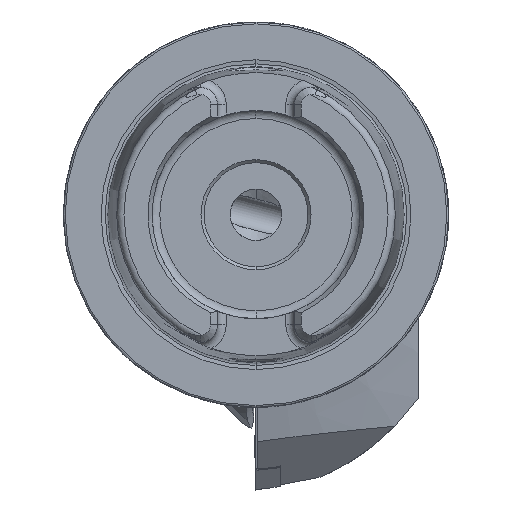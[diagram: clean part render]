
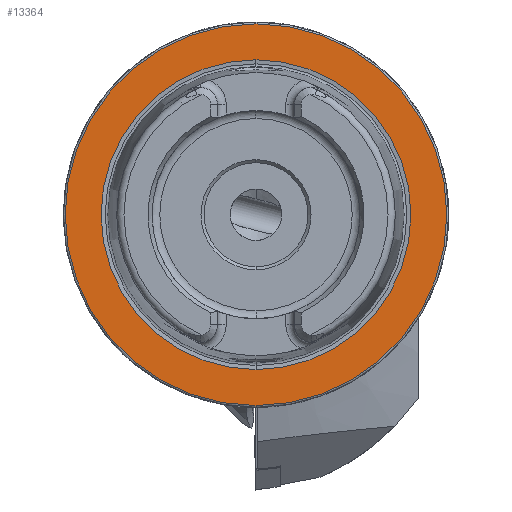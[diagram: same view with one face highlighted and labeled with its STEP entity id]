
A CAD part, left-side view. The second image highlights one B-rep face of the part: STEP entity #13364.
In plain terms, the highlighted planar face has unit normal (-1, 0, 0).
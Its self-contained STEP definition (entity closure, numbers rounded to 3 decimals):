
#99 = EDGE_LOOP ( 'NONE', ( #19520, #16615 ) ) ;
#485 = DIRECTION ( 'NONE',  ( 0., 0., -1. ) ) ;
#935 = ORIENTED_EDGE ( 'NONE', *, *, #12758, .T. ) ;
#2722 = DIRECTION ( 'NONE',  ( -1., 0., 0. ) ) ;
#3021 = CARTESIAN_POINT ( 'NONE',  ( 0., 0., 0. ) ) ;
#3088 = VERTEX_POINT ( 'NONE', #14427 ) ;
#3773 = EDGE_CURVE ( 'NONE', #7645, #3088, #12045, .T. ) ;
#4170 = AXIS2_PLACEMENT_3D ( 'NONE', #18274, #7914, #13004 ) ;
#7645 = VERTEX_POINT ( 'NONE', #12982 ) ;
#7914 = DIRECTION ( 'NONE',  ( -1., 0., 0. ) ) ;
#9722 = DIRECTION ( 'NONE',  ( 0., 0., 1. ) ) ;
#10248 = ORIENTED_EDGE ( 'NONE', *, *, #3773, .T. ) ;
#11083 = VERTEX_POINT ( 'NONE', #15505 ) ;
#11588 = DIRECTION ( 'NONE',  ( 0., 0., 1. ) ) ;
#12014 = CARTESIAN_POINT ( 'NONE',  ( 0., 0., 0. ) ) ;
#12045 = CIRCLE ( 'NONE', #14267, 31.2 ) ;
#12758 = EDGE_CURVE ( 'NONE', #3088, #7645, #19515, .T. ) ;
#12896 = AXIS2_PLACEMENT_3D ( 'NONE', #18206, #2722, #9722 ) ;
#12982 = CARTESIAN_POINT ( 'NONE',  ( 0., 0., -31.2 ) ) ;
#13004 = DIRECTION ( 'NONE',  ( 0., 0., 1. ) ) ;
#13040 = AXIS2_PLACEMENT_3D ( 'NONE', #12014, #13740, #15483 ) ;
#13224 = CIRCLE ( 'NONE', #13040, 25.324 ) ;
#13245 = EDGE_CURVE ( 'NONE', #11083, #21274, #13224, .T. ) ;
#13364 = ADVANCED_FACE ( 'NONE', ( #21264, #16937 ), #13985, .F. ) ;
#13740 = DIRECTION ( 'NONE',  ( -1., 0., 0. ) ) ;
#13985 = PLANE ( 'NONE',  #19938 ) ;
#14267 = AXIS2_PLACEMENT_3D ( 'NONE', #3021, #14988, #11588 ) ;
#14427 = CARTESIAN_POINT ( 'NONE',  ( 0., 0., 31.2 ) ) ;
#14988 = DIRECTION ( 'NONE',  ( -1., 0., 0. ) ) ;
#15483 = DIRECTION ( 'NONE',  ( 0., 0., 1. ) ) ;
#15505 = CARTESIAN_POINT ( 'NONE',  ( 0., 0., 25.324 ) ) ;
#15537 = CIRCLE ( 'NONE', #4170, 25.324 ) ;
#16615 = ORIENTED_EDGE ( 'NONE', *, *, #21759, .F. ) ;
#16937 = FACE_OUTER_BOUND ( 'NONE', #21501, .T. ) ;
#17718 = CARTESIAN_POINT ( 'NONE',  ( 0., 31.2, 0. ) ) ;
#18206 = CARTESIAN_POINT ( 'NONE',  ( 0., 0., 0. ) ) ;
#18274 = CARTESIAN_POINT ( 'NONE',  ( 0., 0., 0. ) ) ;
#18635 = CARTESIAN_POINT ( 'NONE',  ( 0., 0., -25.324 ) ) ;
#19380 = DIRECTION ( 'NONE',  ( 1., 0., 0. ) ) ;
#19515 = CIRCLE ( 'NONE', #12896, 31.2 ) ;
#19520 = ORIENTED_EDGE ( 'NONE', *, *, #13245, .F. ) ;
#19938 = AXIS2_PLACEMENT_3D ( 'NONE', #17718, #19380, #485 ) ;
#21264 = FACE_BOUND ( 'NONE', #99, .T. ) ;
#21274 = VERTEX_POINT ( 'NONE', #18635 ) ;
#21501 = EDGE_LOOP ( 'NONE', ( #935, #10248 ) ) ;
#21759 = EDGE_CURVE ( 'NONE', #21274, #11083, #15537, .T. ) ;
